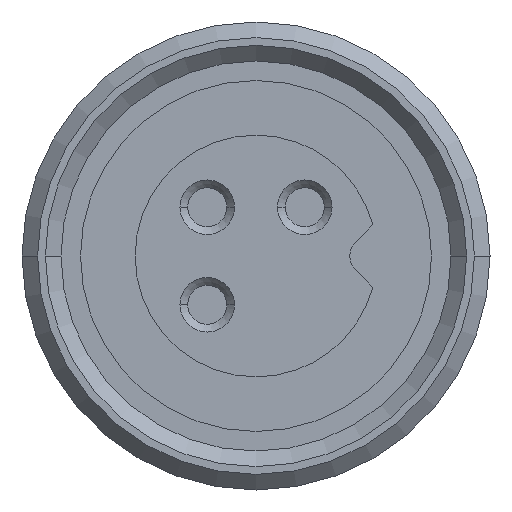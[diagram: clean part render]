
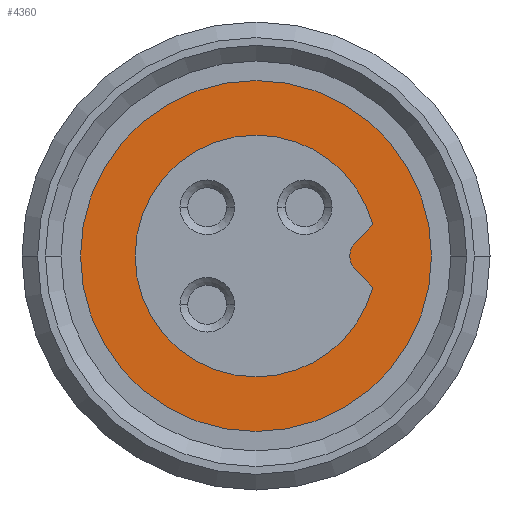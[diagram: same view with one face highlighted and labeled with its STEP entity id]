
A CAD part, left-side view. The second image highlights one B-rep face of the part: STEP entity #4360.
In plain terms, the highlighted face is planar.
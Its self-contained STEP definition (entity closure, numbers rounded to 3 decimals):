
#3520=CARTESIAN_POINT('',(0.,-3.,-2.25));
#3530=VERTEX_POINT('',#3520);
#3610=CARTESIAN_POINT('',(0.,-3.,2.25));
#3620=VERTEX_POINT('',#3610);
#3650=CARTESIAN_POINT('',(0.,-3.,0.));
#3660=DIRECTION('',(0.,1.,0.));
#3670=DIRECTION('',(0.,0.,1.));
#3680=AXIS2_PLACEMENT_3D('',#3650,#3660,#3670);
#3690=CIRCLE('',#3680,2.25);
#3700=EDGE_CURVE('',#3530,#3620,#3690,.T.);
#3820=CARTESIAN_POINT('',(0.,-3.,1.9));
#3830=DIRECTION('',(0.,-1.,0.));
#3840=DIRECTION('',(0.,0.,-1.));
#3850=AXIS2_PLACEMENT_3D('',#3820,#3830,#3840);
#3860=PLANE('',#3850);
#3870=EDGE_CURVE('',#3620,#3530,#3690,.T.);
#3880=ORIENTED_EDGE('',*,*,#3870,.F.);
#3890=ORIENTED_EDGE('',*,*,#3700,.F.);
#3900=EDGE_LOOP('',(#3890,#3880));
#3910=FACE_OUTER_BOUND('',#3900,.T.);
#3920=CARTESIAN_POINT('',(0.,-3.,0.));
#3930=DIRECTION('',(0.,1.,0.));
#3940=DIRECTION('',(0.,0.,1.));
#3950=AXIS2_PLACEMENT_3D('',#3920,#3930,#3940);
#3960=CIRCLE('',#3950,1.55);
#3970=CARTESIAN_POINT('',(0.,-3.,-1.55));
#3980=VERTEX_POINT('',#3970);
#3990=CARTESIAN_POINT('',(0.,-3.,1.55));
#4000=VERTEX_POINT('',#3990);
#4010=EDGE_CURVE('',#3980,#4000,#3960,.T.);
#4020=ORIENTED_EDGE('',*,*,#4010,.T.);
#4030=CARTESIAN_POINT('',(1.498,-3.,-0.398));
#4040=VERTEX_POINT('',#4030);
#4050=EDGE_CURVE('',#4040,#3980,#3960,.T.);
#4060=ORIENTED_EDGE('',*,*,#4050,.T.);
#4070=CARTESIAN_POINT('',(1.277,-3.,-0.177));
#4080=DIRECTION('',(0.707,0.,-0.707));
#4090=VECTOR('',#4080,0.313);
#4100=LINE('',#4070,#4090);
#4110=CARTESIAN_POINT('',(1.277,-3.,-0.177));
#4120=VERTEX_POINT('',#4110);
#4130=EDGE_CURVE('',#4120,#4040,#4100,.T.);
#4140=ORIENTED_EDGE('',*,*,#4130,.T.);
#4150=CARTESIAN_POINT('',(1.454,-3.,0.));
#4160=DIRECTION('',(0.,-1.,0.));
#4170=DIRECTION('',(0.707,0.,0.707));
#4180=AXIS2_PLACEMENT_3D('',#4150,#4160,#4170);
#4190=CIRCLE('',#4180,0.25);
#4200=CARTESIAN_POINT('',(1.277,-3.,0.177));
#4210=VERTEX_POINT('',#4200);
#4220=EDGE_CURVE('',#4210,#4120,#4190,.T.);
#4230=ORIENTED_EDGE('',*,*,#4220,.T.);
#4240=CARTESIAN_POINT('',(1.498,-3.,0.398));
#4250=DIRECTION('',(-0.707,0.,-0.707));
#4260=VECTOR('',#4250,0.313);
#4270=LINE('',#4240,#4260);
#4280=CARTESIAN_POINT('',(1.498,-3.,0.398));
#4290=VERTEX_POINT('',#4280);
#4300=EDGE_CURVE('',#4290,#4210,#4270,.T.);
#4310=ORIENTED_EDGE('',*,*,#4300,.T.);
#4320=EDGE_CURVE('',#4000,#4290,#3960,.T.);
#4330=ORIENTED_EDGE('',*,*,#4320,.T.);
#4340=EDGE_LOOP('',(#4330,#4310,#4230,#4140,#4060,#4020));
#4350=FACE_BOUND('',#4340,.T.);
#4360=ADVANCED_FACE('',(#3910,#4350),#3860,.T.);
